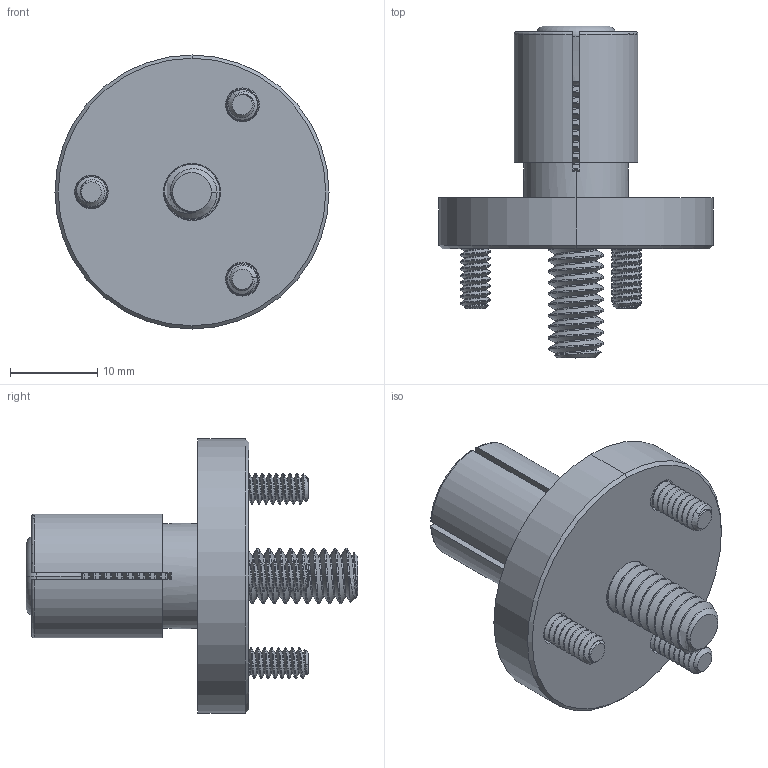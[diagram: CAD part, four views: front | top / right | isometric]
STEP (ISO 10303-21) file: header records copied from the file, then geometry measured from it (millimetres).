
FILE_DESCRIPTION (( 'STEP AP203' ), '1' );
FILE_NAME ('31100DD for Step as Part.STEP', '2022-03-11T19:34:32', ( '' ), ( '' ), 'SwSTEP 2.0', 'SolidWorks 2021', '' );
FILE_SCHEMA (( 'CONFIG_CONTROL_DESIGN' ));
Length unit declared in the file: inch
Products named in the file (1): 31100DD for Step as Part
Bounding box: 31.47 x 38.1 x 31.47 mm (x, y, z)
Volume: 7229.3 mm3; surface area: 6105.3 mm2
Topology: 5 solids, 5 shells, 441 faces, 1186 edges, 763 vertices
Faces by surface type: cylinder 283, cone 68, plane 66, torus 16, bspline 8
Entity records: 21183 total; most frequent: CARTESIAN_POINT 11588, ORIENTED_EDGE 2372, DIRECTION 1664, EDGE_CURVE 1186, VERTEX_POINT 763, AXIS2_PLACEMENT_3D 624, EDGE_LOOP 457, ADVANCED_FACE 441
